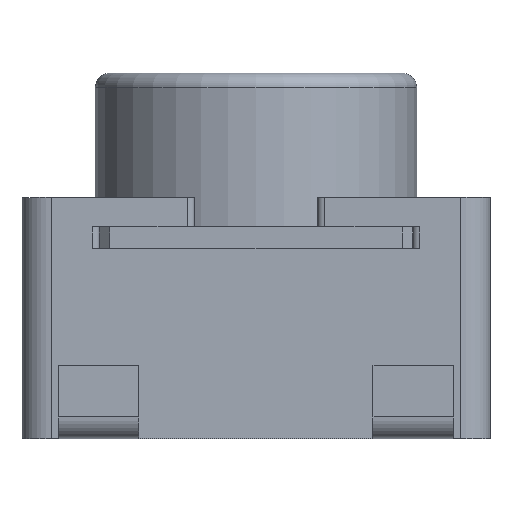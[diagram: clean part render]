
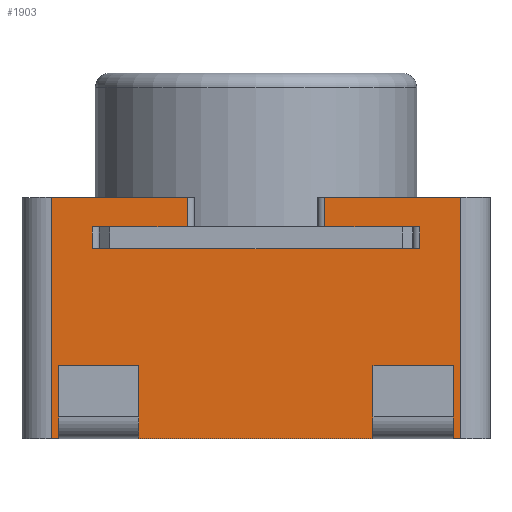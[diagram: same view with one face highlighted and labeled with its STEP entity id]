
A CAD part, left-side view. The second image highlights one B-rep face of the part: STEP entity #1903.
In plain terms, the highlighted planar face has unit normal (-1, 0, 0).
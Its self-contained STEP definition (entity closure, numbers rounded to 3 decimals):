
#525 = VERTEX_POINT('',#526);
#526 = CARTESIAN_POINT('',(-2.1,0.471,1.45));
#534 = VERTEX_POINT('',#535);
#535 = CARTESIAN_POINT('',(-2.1,-0.471,1.45));
#653 = VERTEX_POINT('',#654);
#654 = CARTESIAN_POINT('',(-2.1,1.4,1.65));
#661 = EDGE_CURVE('',#653,#662,#664,.T.);
#662 = VERTEX_POINT('',#663);
#663 = CARTESIAN_POINT('',(-2.1,0.471,1.65));
#664 = LINE('',#665,#666);
#665 = CARTESIAN_POINT('',(-2.1,1.6,1.65));
#666 = VECTOR('',#667,1.);
#667 = DIRECTION('',(0.,-1.,0.));
#702 = VERTEX_POINT('',#703);
#703 = CARTESIAN_POINT('',(-2.1,1.4,0.));
#710 = EDGE_CURVE('',#702,#653,#711,.T.);
#711 = LINE('',#712,#713);
#712 = CARTESIAN_POINT('',(-2.1,1.4,0.));
#713 = VECTOR('',#714,1.);
#714 = DIRECTION('',(0.,0.,1.));
#809 = EDGE_CURVE('',#702,#810,#812,.T.);
#810 = VERTEX_POINT('',#811);
#811 = CARTESIAN_POINT('',(-2.1,1.35,0.));
#812 = LINE('',#813,#814);
#813 = CARTESIAN_POINT('',(-2.1,1.6,0.));
#814 = VECTOR('',#815,1.);
#815 = DIRECTION('',(0.,-1.,0.));
#834 = VERTEX_POINT('',#835);
#835 = CARTESIAN_POINT('',(-2.1,0.8,0.));
#841 = EDGE_CURVE('',#834,#842,#844,.T.);
#842 = VERTEX_POINT('',#843);
#843 = CARTESIAN_POINT('',(-2.1,-0.8,0.));
#844 = LINE('',#845,#846);
#845 = CARTESIAN_POINT('',(-2.1,1.6,0.));
#846 = VECTOR('',#847,1.);
#847 = DIRECTION('',(0.,-1.,0.));
#866 = VERTEX_POINT('',#867);
#867 = CARTESIAN_POINT('',(-2.1,-1.35,0.));
#873 = EDGE_CURVE('',#866,#874,#876,.T.);
#874 = VERTEX_POINT('',#875);
#875 = CARTESIAN_POINT('',(-2.1,-1.4,0.));
#876 = LINE('',#877,#878);
#877 = CARTESIAN_POINT('',(-2.1,1.6,0.));
#878 = VECTOR('',#879,1.);
#879 = DIRECTION('',(0.,-1.,0.));
#1706 = VERTEX_POINT('',#1707);
#1707 = CARTESIAN_POINT('',(-2.1,-0.471,1.65));
#1714 = EDGE_CURVE('',#534,#1706,#1715,.T.);
#1715 = LINE('',#1716,#1717);
#1716 = CARTESIAN_POINT('',(-2.1,-0.471,1.45));
#1717 = VECTOR('',#1718,1.);
#1718 = DIRECTION('',(0.,0.,1.));
#1728 = EDGE_CURVE('',#1729,#1731,#1733,.T.);
#1729 = VERTEX_POINT('',#1730);
#1730 = CARTESIAN_POINT('',(-2.1,1.,1.3));
#1731 = VERTEX_POINT('',#1732);
#1732 = CARTESIAN_POINT('',(-2.1,-1.,1.3));
#1733 = LINE('',#1734,#1735);
#1734 = CARTESIAN_POINT('',(-2.1,1.6,1.3));
#1735 = VECTOR('',#1736,1.);
#1736 = DIRECTION('',(0.,-1.,0.));
#1739 = VERTEX_POINT('',#1740);
#1740 = CARTESIAN_POINT('',(-2.1,1.,1.45));
#1746 = EDGE_CURVE('',#1739,#525,#1747,.T.);
#1747 = LINE('',#1748,#1749);
#1748 = CARTESIAN_POINT('',(-2.1,1.6,1.45));
#1749 = VECTOR('',#1750,1.);
#1750 = DIRECTION('',(0.,-1.,0.));
#1753 = EDGE_CURVE('',#534,#1754,#1756,.T.);
#1754 = VERTEX_POINT('',#1755);
#1755 = CARTESIAN_POINT('',(-2.1,-1.,1.45));
#1756 = LINE('',#1757,#1758);
#1757 = CARTESIAN_POINT('',(-2.1,1.6,1.45));
#1758 = VECTOR('',#1759,1.);
#1759 = DIRECTION('',(0.,-1.,0.));
#1783 = EDGE_CURVE('',#525,#662,#1784,.T.);
#1784 = LINE('',#1785,#1786);
#1785 = CARTESIAN_POINT('',(-2.1,0.471,1.45));
#1786 = VECTOR('',#1787,1.);
#1787 = DIRECTION('',(0.,0.,1.));
#1903 = ADVANCED_FACE('',(#1904),#2018,.F.);
#1904 = FACE_BOUND('',#1905,.F.);
#1905 = EDGE_LOOP('',(#1906,#1907,#1915,#1921,#1922,#1930,#1938,#1944,
#1945,#1953,#1961,#1967,#1968,#1969,#1970,#1971,#1972,#1980,#1988,
#1994,#1995,#2003,#2011,#2017));
#1906 = ORIENTED_EDGE('',*,*,#1714,.T.);
#1907 = ORIENTED_EDGE('',*,*,#1908,.T.);
#1908 = EDGE_CURVE('',#1706,#1909,#1911,.T.);
#1909 = VERTEX_POINT('',#1910);
#1910 = CARTESIAN_POINT('',(-2.1,-1.4,1.65));
#1911 = LINE('',#1912,#1913);
#1912 = CARTESIAN_POINT('',(-2.1,1.6,1.65));
#1913 = VECTOR('',#1914,1.);
#1914 = DIRECTION('',(0.,-1.,0.));
#1915 = ORIENTED_EDGE('',*,*,#1916,.F.);
#1916 = EDGE_CURVE('',#874,#1909,#1917,.T.);
#1917 = LINE('',#1918,#1919);
#1918 = CARTESIAN_POINT('',(-2.1,-1.4,0.));
#1919 = VECTOR('',#1920,1.);
#1920 = DIRECTION('',(0.,0.,1.));
#1921 = ORIENTED_EDGE('',*,*,#873,.F.);
#1922 = ORIENTED_EDGE('',*,*,#1923,.T.);
#1923 = EDGE_CURVE('',#866,#1924,#1926,.T.);
#1924 = VERTEX_POINT('',#1925);
#1925 = CARTESIAN_POINT('',(-2.1,-1.35,0.1));
#1926 = LINE('',#1927,#1928);
#1927 = CARTESIAN_POINT('',(-2.1,-1.35,0.078));
#1928 = VECTOR('',#1929,1.);
#1929 = DIRECTION('',(0.,0.,1.));
#1930 = ORIENTED_EDGE('',*,*,#1931,.T.);
#1931 = EDGE_CURVE('',#1924,#1932,#1934,.T.);
#1932 = VERTEX_POINT('',#1933);
#1933 = CARTESIAN_POINT('',(-2.1,-0.8,0.1));
#1934 = LINE('',#1935,#1936);
#1935 = CARTESIAN_POINT('',(-2.1,0.125,0.1));
#1936 = VECTOR('',#1937,1.);
#1937 = DIRECTION('',(0.,1.,0.));
#1938 = ORIENTED_EDGE('',*,*,#1939,.F.);
#1939 = EDGE_CURVE('',#842,#1932,#1940,.T.);
#1940 = LINE('',#1941,#1942);
#1941 = CARTESIAN_POINT('',(-2.1,-0.8,0.078));
#1942 = VECTOR('',#1943,1.);
#1943 = DIRECTION('',(0.,0.,1.));
#1944 = ORIENTED_EDGE('',*,*,#841,.F.);
#1945 = ORIENTED_EDGE('',*,*,#1946,.T.);
#1946 = EDGE_CURVE('',#834,#1947,#1949,.T.);
#1947 = VERTEX_POINT('',#1948);
#1948 = CARTESIAN_POINT('',(-2.1,0.8,0.1));
#1949 = LINE('',#1950,#1951);
#1950 = CARTESIAN_POINT('',(-2.1,0.8,0.078));
#1951 = VECTOR('',#1952,1.);
#1952 = DIRECTION('',(0.,0.,1.));
#1953 = ORIENTED_EDGE('',*,*,#1954,.T.);
#1954 = EDGE_CURVE('',#1947,#1955,#1957,.T.);
#1955 = VERTEX_POINT('',#1956);
#1956 = CARTESIAN_POINT('',(-2.1,1.35,0.1));
#1957 = LINE('',#1958,#1959);
#1958 = CARTESIAN_POINT('',(-2.1,1.2,0.1));
#1959 = VECTOR('',#1960,1.);
#1960 = DIRECTION('',(0.,1.,0.));
#1961 = ORIENTED_EDGE('',*,*,#1962,.F.);
#1962 = EDGE_CURVE('',#810,#1955,#1963,.T.);
#1963 = LINE('',#1964,#1965);
#1964 = CARTESIAN_POINT('',(-2.1,1.35,0.078));
#1965 = VECTOR('',#1966,1.);
#1966 = DIRECTION('',(0.,0.,1.));
#1967 = ORIENTED_EDGE('',*,*,#809,.F.);
#1968 = ORIENTED_EDGE('',*,*,#710,.T.);
#1969 = ORIENTED_EDGE('',*,*,#661,.T.);
#1970 = ORIENTED_EDGE('',*,*,#1783,.F.);
#1971 = ORIENTED_EDGE('',*,*,#1746,.F.);
#1972 = ORIENTED_EDGE('',*,*,#1973,.T.);
#1973 = EDGE_CURVE('',#1739,#1974,#1976,.T.);
#1974 = VERTEX_POINT('',#1975);
#1975 = CARTESIAN_POINT('',(-2.1,1.121,1.45));
#1976 = LINE('',#1977,#1978);
#1977 = CARTESIAN_POINT('',(-2.1,0.8,1.45));
#1978 = VECTOR('',#1979,1.);
#1979 = DIRECTION('',(0.,1.,0.));
#1980 = ORIENTED_EDGE('',*,*,#1981,.F.);
#1981 = EDGE_CURVE('',#1982,#1974,#1984,.T.);
#1982 = VERTEX_POINT('',#1983);
#1983 = CARTESIAN_POINT('',(-2.1,1.121,1.3));
#1984 = LINE('',#1985,#1986);
#1985 = CARTESIAN_POINT('',(-2.1,1.121,1.3));
#1986 = VECTOR('',#1987,1.);
#1987 = DIRECTION('',(0.,0.,1.));
#1988 = ORIENTED_EDGE('',*,*,#1989,.F.);
#1989 = EDGE_CURVE('',#1729,#1982,#1990,.T.);
#1990 = LINE('',#1991,#1992);
#1991 = CARTESIAN_POINT('',(-2.1,0.8,1.3));
#1992 = VECTOR('',#1993,1.);
#1993 = DIRECTION('',(0.,1.,0.));
#1994 = ORIENTED_EDGE('',*,*,#1728,.T.);
#1995 = ORIENTED_EDGE('',*,*,#1996,.T.);
#1996 = EDGE_CURVE('',#1731,#1997,#1999,.T.);
#1997 = VERTEX_POINT('',#1998);
#1998 = CARTESIAN_POINT('',(-2.1,-1.121,1.3));
#1999 = LINE('',#2000,#2001);
#2000 = CARTESIAN_POINT('',(-2.1,0.8,1.3));
#2001 = VECTOR('',#2002,1.);
#2002 = DIRECTION('',(0.,-1.,0.));
#2003 = ORIENTED_EDGE('',*,*,#2004,.T.);
#2004 = EDGE_CURVE('',#1997,#2005,#2007,.T.);
#2005 = VERTEX_POINT('',#2006);
#2006 = CARTESIAN_POINT('',(-2.1,-1.121,1.45));
#2007 = LINE('',#2008,#2009);
#2008 = CARTESIAN_POINT('',(-2.1,-1.121,1.3));
#2009 = VECTOR('',#2010,1.);
#2010 = DIRECTION('',(0.,0.,1.));
#2011 = ORIENTED_EDGE('',*,*,#2012,.F.);
#2012 = EDGE_CURVE('',#1754,#2005,#2013,.T.);
#2013 = LINE('',#2014,#2015);
#2014 = CARTESIAN_POINT('',(-2.1,0.8,1.45));
#2015 = VECTOR('',#2016,1.);
#2016 = DIRECTION('',(0.,-1.,0.));
#2017 = ORIENTED_EDGE('',*,*,#1753,.F.);
#2018 = PLANE('',#2019);
#2019 = AXIS2_PLACEMENT_3D('',#2020,#2021,#2022);
#2020 = CARTESIAN_POINT('',(-2.1,1.6,0.));
#2021 = DIRECTION('',(1.,0.,0.));
#2022 = DIRECTION('',(0.,-1.,0.));
